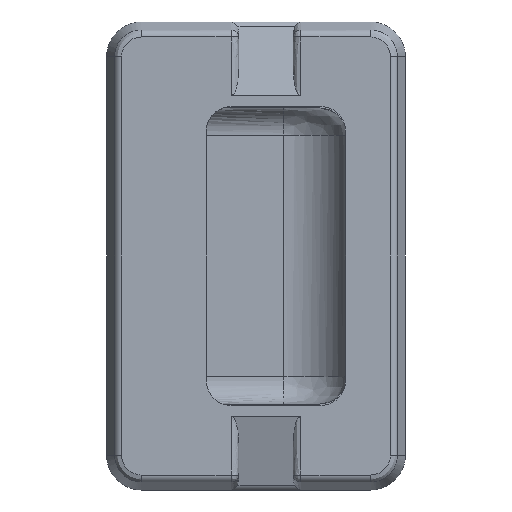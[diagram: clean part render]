
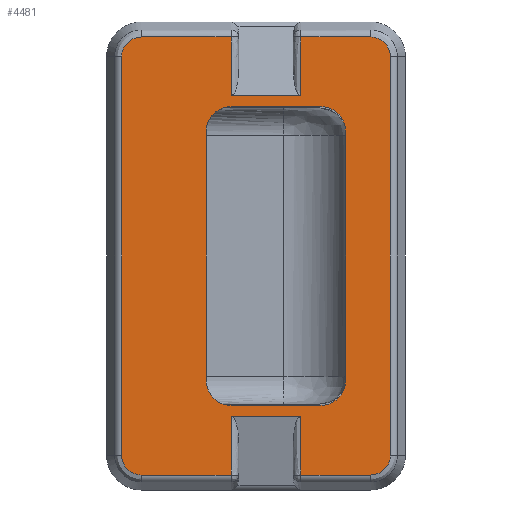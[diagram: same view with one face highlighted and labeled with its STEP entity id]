
A CAD part, front view. The second image highlights one B-rep face of the part: STEP entity #4481.
In plain terms, the highlighted free-form (B-spline) face has degree [1, 1] with [2, 2] control points.
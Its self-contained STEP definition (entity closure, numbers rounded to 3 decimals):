
#1955=CARTESIAN_POINT('',(39.0,-5.5,-43.997));
#1956=VERTEX_POINT('',#1955);
#2063=CARTESIAN_POINT('',(39.0,-5.5,-32.216));
#2064=VERTEX_POINT('',#2063);
#2084=CARTESIAN_POINT('',(39.0,-5.5,-32.216));
#2085=CARTESIAN_POINT('',(39.0,-5.5,-43.997));
#2086=QUASI_UNIFORM_CURVE('',1,(#2084,#2085),.UNSPECIFIED.,.F.,.U.);
#2087=EDGE_CURVE('',#2064,#1956,#2086,.T.);
#2116=CARTESIAN_POINT('',(25.0,-5.5,-43.997));
#2117=VERTEX_POINT('',#2116);
#2162=CARTESIAN_POINT('',(25.0,-5.5,-32.216));
#2163=VERTEX_POINT('',#2162);
#2179=CARTESIAN_POINT('',(25.0,-5.5,-43.997));
#2180=CARTESIAN_POINT('',(25.0,-5.5,-32.216));
#2181=QUASI_UNIFORM_CURVE('',1,(#2179,#2180),.UNSPECIFIED.,.F.,.U.);
#2182=EDGE_CURVE('',#2117,#2163,#2181,.T.);
#2338=CARTESIAN_POINT('',(25.0,-5.5,43.997));
#2339=VERTEX_POINT('',#2338);
#2446=CARTESIAN_POINT('',(25.0,-5.5,32.216));
#2447=VERTEX_POINT('',#2446);
#2467=CARTESIAN_POINT('',(25.0,-5.5,32.216));
#2468=CARTESIAN_POINT('',(25.0,-5.5,43.997));
#2469=QUASI_UNIFORM_CURVE('',1,(#2467,#2468),.UNSPECIFIED.,.F.,.U.);
#2470=EDGE_CURVE('',#2447,#2339,#2469,.T.);
#2499=CARTESIAN_POINT('',(39.0,-5.5,43.997));
#2500=VERTEX_POINT('',#2499);
#2545=CARTESIAN_POINT('',(39.0,-5.5,32.216));
#2546=VERTEX_POINT('',#2545);
#2562=CARTESIAN_POINT('',(39.0,-5.5,43.997));
#2563=CARTESIAN_POINT('',(39.0,-5.5,32.216));
#2564=QUASI_UNIFORM_CURVE('',1,(#2562,#2563),.UNSPECIFIED.,.F.,.U.);
#2565=EDGE_CURVE('',#2500,#2546,#2564,.T.);
#2590=CARTESIAN_POINT('',(7.0,-5.5,43.997));
#2591=VERTEX_POINT('',#2590);
#2592=CARTESIAN_POINT('',(25.0,-5.5,43.997));
#2593=CARTESIAN_POINT('',(7.0,-5.5,43.997));
#2594=QUASI_UNIFORM_CURVE('',1,(#2592,#2593),.UNSPECIFIED.,.F.,.U.);
#2595=EDGE_CURVE('',#2339,#2591,#2594,.T.);
#2640=CARTESIAN_POINT('',(3.003,-5.5,40.0));
#2641=VERTEX_POINT('',#2640);
#2655=CARTESIAN_POINT('',(7.0,-5.5,43.997));
#2656=CARTESIAN_POINT('',(3.003,-5.5,43.997));
#2657=CARTESIAN_POINT('',(3.003,-5.5,40.0));
#2665=(BOUNDED_CURVE()B_SPLINE_CURVE(2,(#2655,#2656,#2657),.UNSPECIFIED.,.F.,.U.)CURVE()GEOMETRIC_REPRESENTATION_ITEM()QUASI_UNIFORM_CURVE()RATIONAL_B_SPLINE_CURVE((1.0,0.707,1.0))REPRESENTATION_ITEM(''));
#2666=EDGE_CURVE('',#2591,#2641,#2665,.T.);
#2701=CARTESIAN_POINT('',(3.003,-5.5,-40.0));
#2702=VERTEX_POINT('',#2701);
#2716=CARTESIAN_POINT('',(3.003,-5.5,40.0));
#2717=CARTESIAN_POINT('',(3.003,-5.5,-40.0));
#2718=QUASI_UNIFORM_CURVE('',1,(#2716,#2717),.UNSPECIFIED.,.F.,.U.);
#2719=EDGE_CURVE('',#2641,#2702,#2718,.T.);
#2749=CARTESIAN_POINT('',(7.0,-5.5,-43.997));
#2750=VERTEX_POINT('',#2749);
#2764=CARTESIAN_POINT('',(3.003,-5.5,-40.0));
#2765=CARTESIAN_POINT('',(3.003,-5.5,-43.997));
#2766=CARTESIAN_POINT('',(7.0,-5.5,-43.997));
#2774=(BOUNDED_CURVE()B_SPLINE_CURVE(2,(#2764,#2765,#2766),.UNSPECIFIED.,.F.,.U.)CURVE()GEOMETRIC_REPRESENTATION_ITEM()QUASI_UNIFORM_CURVE()RATIONAL_B_SPLINE_CURVE((1.0,0.707,1.0))REPRESENTATION_ITEM(''));
#2775=EDGE_CURVE('',#2702,#2750,#2774,.T.);
#2814=CARTESIAN_POINT('',(7.0,-5.5,-43.997));
#2815=CARTESIAN_POINT('',(25.0,-5.5,-43.997));
#2816=QUASI_UNIFORM_CURVE('',1,(#2814,#2815),.UNSPECIFIED.,.F.,.U.);
#2817=EDGE_CURVE('',#2750,#2117,#2816,.T.);
#2845=CARTESIAN_POINT('',(53.0,-5.5,43.997));
#2846=VERTEX_POINT('',#2845);
#2847=CARTESIAN_POINT('',(53.0,-5.5,43.997));
#2848=CARTESIAN_POINT('',(39.0,-5.5,43.997));
#2849=QUASI_UNIFORM_CURVE('',1,(#2847,#2848),.UNSPECIFIED.,.F.,.U.);
#2850=EDGE_CURVE('',#2846,#2500,#2849,.T.);
#2885=CARTESIAN_POINT('',(56.997,-5.5,40.0));
#2886=VERTEX_POINT('',#2885);
#2916=CARTESIAN_POINT('',(56.997,-5.5,40.0));
#2917=CARTESIAN_POINT('',(56.997,-5.5,43.997));
#2918=CARTESIAN_POINT('',(53.0,-5.5,43.997));
#2926=(BOUNDED_CURVE()B_SPLINE_CURVE(2,(#2916,#2917,#2918),.UNSPECIFIED.,.F.,.U.)CURVE()GEOMETRIC_REPRESENTATION_ITEM()QUASI_UNIFORM_CURVE()RATIONAL_B_SPLINE_CURVE((1.0,0.707,1.0))REPRESENTATION_ITEM(''));
#2927=EDGE_CURVE('',#2886,#2846,#2926,.T.);
#2946=CARTESIAN_POINT('',(56.997,-5.5,-40.0));
#2947=VERTEX_POINT('',#2946);
#2969=CARTESIAN_POINT('',(56.997,-5.5,-40.0));
#2970=CARTESIAN_POINT('',(56.997,-5.5,40.0));
#2971=QUASI_UNIFORM_CURVE('',1,(#2969,#2970),.UNSPECIFIED.,.F.,.U.);
#2972=EDGE_CURVE('',#2947,#2886,#2971,.T.);
#2994=CARTESIAN_POINT('',(53.0,-5.5,-43.997));
#2995=VERTEX_POINT('',#2994);
#3025=CARTESIAN_POINT('',(53.0,-5.5,-43.997));
#3026=CARTESIAN_POINT('',(56.997,-5.5,-43.997));
#3027=CARTESIAN_POINT('',(56.997,-5.5,-40.0));
#3035=(BOUNDED_CURVE()B_SPLINE_CURVE(2,(#3025,#3026,#3027),.UNSPECIFIED.,.F.,.U.)CURVE()GEOMETRIC_REPRESENTATION_ITEM()QUASI_UNIFORM_CURVE()RATIONAL_B_SPLINE_CURVE((1.0,0.707,1.0))REPRESENTATION_ITEM(''));
#3036=EDGE_CURVE('',#2995,#2947,#3035,.T.);
#3055=CARTESIAN_POINT('',(39.0,-5.5,-43.997));
#3056=CARTESIAN_POINT('',(53.0,-5.5,-43.997));
#3057=QUASI_UNIFORM_CURVE('',1,(#3055,#3056),.UNSPECIFIED.,.F.,.U.);
#3058=EDGE_CURVE('',#1956,#2995,#3057,.T.);
#3077=CARTESIAN_POINT('',(43.0,-5.5,30.0));
#3078=VERTEX_POINT('',#3077);
#3084=CARTESIAN_POINT('',(25.0,-5.5,30.0));
#3085=VERTEX_POINT('',#3084);
#3086=CARTESIAN_POINT('',(43.0,-5.5,30.0));
#3087=CARTESIAN_POINT('',(25.0,-5.5,30.0));
#3088=QUASI_UNIFORM_CURVE('',1,(#3086,#3087),.UNSPECIFIED.,.F.,.U.);
#3089=EDGE_CURVE('',#3078,#3085,#3088,.T.);
#3122=CARTESIAN_POINT('',(48.0,-5.5,25.0));
#3123=VERTEX_POINT('',#3122);
#3129=CARTESIAN_POINT('',(48.,-5.5,25.0));
#3130=CARTESIAN_POINT('',(48.,-5.5,30.));
#3131=CARTESIAN_POINT('',(43.0,-5.5,30.0));
#3139=(BOUNDED_CURVE()B_SPLINE_CURVE(2,(#3129,#3130,#3131),.UNSPECIFIED.,.F.,.U.)CURVE()GEOMETRIC_REPRESENTATION_ITEM()QUASI_UNIFORM_CURVE()RATIONAL_B_SPLINE_CURVE((1.0,0.707,1.0))REPRESENTATION_ITEM(''));
#3140=EDGE_CURVE('',#3123,#3078,#3139,.T.);
#3166=CARTESIAN_POINT('',(48.0,-5.5,-25.0));
#3167=VERTEX_POINT('',#3166);
#3173=CARTESIAN_POINT('',(48.0,-5.5,-25.0));
#3174=CARTESIAN_POINT('',(48.0,-5.5,25.0));
#3175=QUASI_UNIFORM_CURVE('',1,(#3173,#3174),.UNSPECIFIED.,.F.,.U.);
#3176=EDGE_CURVE('',#3167,#3123,#3175,.T.);
#3203=CARTESIAN_POINT('',(43.0,-5.5,-30.0));
#3204=VERTEX_POINT('',#3203);
#3210=CARTESIAN_POINT('',(43.0,-5.5,-30.0));
#3211=CARTESIAN_POINT('',(48.,-5.5,-30.));
#3212=CARTESIAN_POINT('',(48.,-5.5,-25.0));
#3220=(BOUNDED_CURVE()B_SPLINE_CURVE(2,(#3210,#3211,#3212),.UNSPECIFIED.,.F.,.U.)CURVE()GEOMETRIC_REPRESENTATION_ITEM()QUASI_UNIFORM_CURVE()RATIONAL_B_SPLINE_CURVE((1.0,0.707,1.0))REPRESENTATION_ITEM(''));
#3221=EDGE_CURVE('',#3204,#3167,#3220,.T.);
#3247=CARTESIAN_POINT('',(25.0,-5.5,-30.0));
#3248=VERTEX_POINT('',#3247);
#3254=CARTESIAN_POINT('',(25.0,-5.5,-30.0));
#3255=CARTESIAN_POINT('',(43.0,-5.5,-30.0));
#3256=QUASI_UNIFORM_CURVE('',1,(#3254,#3255),.UNSPECIFIED.,.F.,.U.);
#3257=EDGE_CURVE('',#3248,#3204,#3256,.T.);
#3284=CARTESIAN_POINT('',(20.0,-5.5,-25.0));
#3285=VERTEX_POINT('',#3284);
#3291=CARTESIAN_POINT('',(20.0,-5.5,-25.0));
#3292=CARTESIAN_POINT('',(20.,-5.5,-30.));
#3293=CARTESIAN_POINT('',(25.0,-5.5,-30.0));
#3301=(BOUNDED_CURVE()B_SPLINE_CURVE(2,(#3291,#3292,#3293),.UNSPECIFIED.,.F.,.U.)CURVE()GEOMETRIC_REPRESENTATION_ITEM()QUASI_UNIFORM_CURVE()RATIONAL_B_SPLINE_CURVE((1.0,0.707,1.0))REPRESENTATION_ITEM(''));
#3302=EDGE_CURVE('',#3285,#3248,#3301,.T.);
#3328=CARTESIAN_POINT('',(20.0,-5.5,25.0));
#3329=VERTEX_POINT('',#3328);
#3335=CARTESIAN_POINT('',(20.0,-5.5,25.0));
#3336=CARTESIAN_POINT('',(20.0,-5.5,-25.0));
#3337=QUASI_UNIFORM_CURVE('',1,(#3335,#3336),.UNSPECIFIED.,.F.,.U.);
#3338=EDGE_CURVE('',#3329,#3285,#3337,.T.);
#3364=CARTESIAN_POINT('',(25.0,-5.5,30.0));
#3365=CARTESIAN_POINT('',(20.,-5.5,30.));
#3366=CARTESIAN_POINT('',(20.0,-5.5,25.0));
#3374=(BOUNDED_CURVE()B_SPLINE_CURVE(2,(#3364,#3365,#3366),.UNSPECIFIED.,.F.,.U.)CURVE()GEOMETRIC_REPRESENTATION_ITEM()QUASI_UNIFORM_CURVE()RATIONAL_B_SPLINE_CURVE((1.0,0.707,1.0))REPRESENTATION_ITEM(''));
#3375=EDGE_CURVE('',#3085,#3329,#3374,.T.);
#3434=CARTESIAN_POINT('',(25.0,-5.5,32.216));
#3435=CARTESIAN_POINT('',(39.0,-5.5,32.216));
#3436=QUASI_UNIFORM_CURVE('',1,(#3434,#3435),.UNSPECIFIED.,.F.,.U.);
#3437=EDGE_CURVE('',#2447,#2546,#3436,.T.);
#3484=CARTESIAN_POINT('',(25.0,-5.5,-32.216));
#3485=CARTESIAN_POINT('',(39.0,-5.5,-32.216));
#3486=QUASI_UNIFORM_CURVE('',1,(#3484,#3485),.UNSPECIFIED.,.F.,.U.);
#3487=EDGE_CURVE('',#2163,#2064,#3486,.T.);
#4448=CARTESIAN_POINT('',(0.306,-5.5,48.392));
#4449=CARTESIAN_POINT('',(59.694,-5.5,48.392));
#4450=CARTESIAN_POINT('',(0.306,-5.5,-48.392));
#4451=CARTESIAN_POINT('',(59.694,-5.5,-48.392));
#4452=B_SPLINE_SURFACE_WITH_KNOTS('',1,1,((#4448,#4450),(#4449,#4451)),.UNSPECIFIED.,.F.,.F.,.U.,(2,2),(2,2),(0.0,59.388),(0.0,96.785),.UNSPECIFIED.);
#4453=ORIENTED_EDGE('',*,*,#3437,.F.);
#4454=ORIENTED_EDGE('',*,*,#2470,.T.);
#4455=ORIENTED_EDGE('',*,*,#2595,.T.);
#4456=ORIENTED_EDGE('',*,*,#2666,.T.);
#4457=ORIENTED_EDGE('',*,*,#2719,.T.);
#4458=ORIENTED_EDGE('',*,*,#2775,.T.);
#4459=ORIENTED_EDGE('',*,*,#2817,.T.);
#4460=ORIENTED_EDGE('',*,*,#2182,.T.);
#4461=ORIENTED_EDGE('',*,*,#3487,.T.);
#4462=ORIENTED_EDGE('',*,*,#2087,.T.);
#4463=ORIENTED_EDGE('',*,*,#3058,.T.);
#4464=ORIENTED_EDGE('',*,*,#3036,.T.);
#4465=ORIENTED_EDGE('',*,*,#2972,.T.);
#4466=ORIENTED_EDGE('',*,*,#2927,.T.);
#4467=ORIENTED_EDGE('',*,*,#2850,.T.);
#4468=ORIENTED_EDGE('',*,*,#2565,.T.);
#4469=EDGE_LOOP('',(#4453,#4454,#4455,#4456,#4457,#4458,#4459,#4460,#4461,#4462,#4463,#4464,#4465,#4466,#4467,#4468));
#4470=FACE_OUTER_BOUND('',#4469,.T.);
#4471=ORIENTED_EDGE('',*,*,#3375,.F.);
#4472=ORIENTED_EDGE('',*,*,#3089,.F.);
#4473=ORIENTED_EDGE('',*,*,#3140,.F.);
#4474=ORIENTED_EDGE('',*,*,#3176,.F.);
#4475=ORIENTED_EDGE('',*,*,#3221,.F.);
#4476=ORIENTED_EDGE('',*,*,#3257,.F.);
#4477=ORIENTED_EDGE('',*,*,#3302,.F.);
#4478=ORIENTED_EDGE('',*,*,#3338,.F.);
#4479=EDGE_LOOP('',(#4471,#4472,#4473,#4474,#4475,#4476,#4477,#4478));
#4480=FACE_BOUND('',#4479,.T.);
#4481=ADVANCED_FACE('',(#4470,#4480),#4452,.F.);
